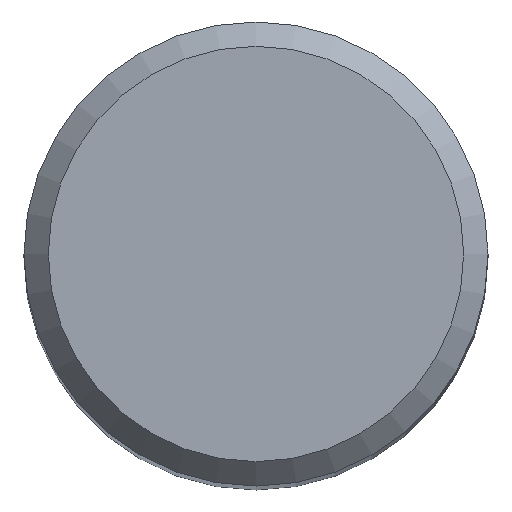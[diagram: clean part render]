
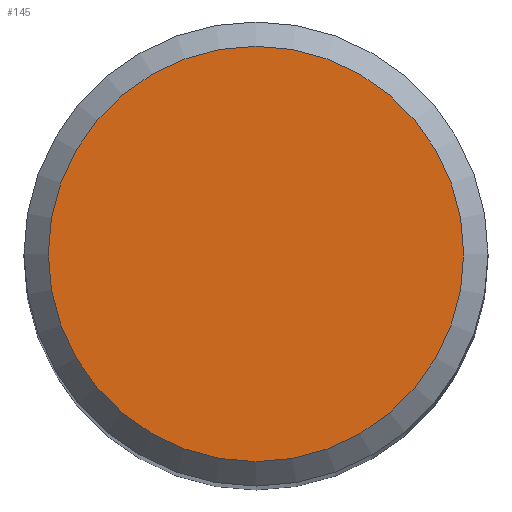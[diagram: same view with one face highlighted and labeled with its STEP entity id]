
A CAD part, top view. The second image highlights one B-rep face of the part: STEP entity #145.
In plain terms, the highlighted planar face has unit normal (0, 0, 1).
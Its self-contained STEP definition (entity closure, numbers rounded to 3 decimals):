
#145=ADVANCED_FACE('CU_SU3',(#181),#177,.F.);
#177=PLANE('',#528);
#181=FACE_OUTER_BOUND('',#198,.T.);
#198=EDGE_LOOP('',(#244));
#244=ORIENTED_EDGE('',*,*,#412,.F.);
#366=VERTEX_POINT('',#675);
#412=EDGE_CURVE('',#366,#366,#473,.T.);
#473=CIRCLE('',#527,8.522);
#527=AXIS2_PLACEMENT_3D('',#674,#578,#579);
#528=AXIS2_PLACEMENT_3D('',#676,#580,#581);
#578=DIRECTION('',(0.,0.,-1.));
#579=DIRECTION('',(-1.,0.,0.));
#580=DIRECTION('',(0.,0.,-1.));
#581=DIRECTION('',(1.,0.,0.));
#674=CARTESIAN_POINT('',(0.,0.,0.));
#675=CARTESIAN_POINT('',(-8.522,0.,0.));
#676=CARTESIAN_POINT('',(0.,0.,0.));
